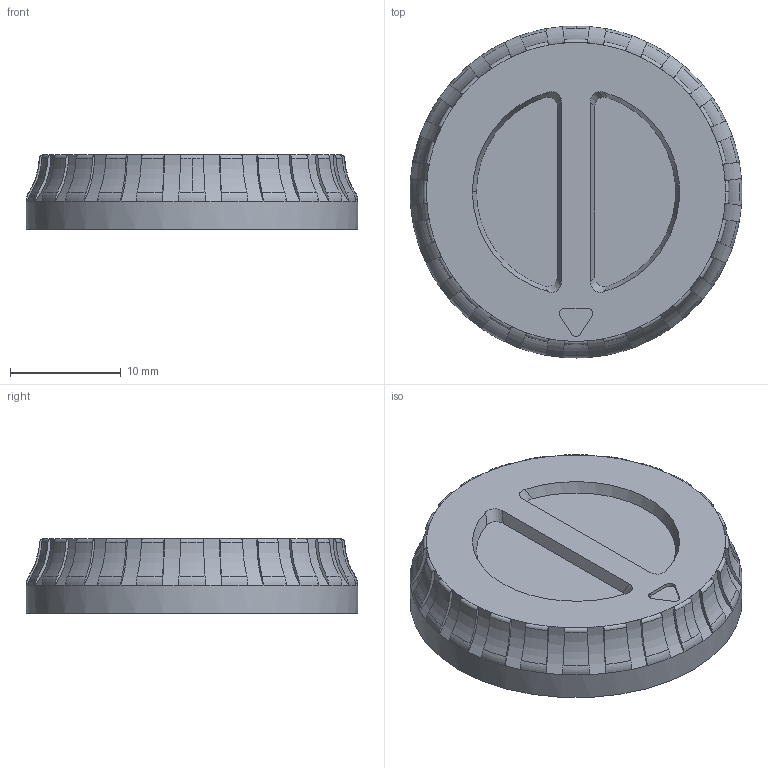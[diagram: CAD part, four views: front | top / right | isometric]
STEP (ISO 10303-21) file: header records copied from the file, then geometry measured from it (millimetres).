
FILE_DESCRIPTION(('HOOPS Exchange Step'),'2;1');
FILE_NAME('temp_export','2023-05-10T10:07:55+02:00',('mobile'),('Shapr3D Limited'),'HOOPS Exchange 2022.2','Shapr3D','Authorized');
FILE_SCHEMA( ('AUTOMOTIVE_DESIGN { 1 0 10303 214 1 1 1 1 }') );
Length unit declared in the file: millimetre
Products named in the file (3): EX-RV1K-10 TAPA BATERIA_sch_6; 0. ROVER-1K_v6_RCA.stp; root
Assembly tree (2 placements, depth 3):
  root
    0. ROVER-1K_v6_RCA.stp
      EX-RV1K-10 TAPA BATERIA_sch_6
Bounding box: 30 x 30 x 6.7 mm (x, y, z)
Volume: 2199.3 mm3; surface area: 2385.6 mm2
Topology: 1 solids, 1 shells, 186 faces, 538 edges, 360 vertices
Faces by surface type: torus 75, plane 63, cylinder 38, cone 6, bspline 4
Full cylindrical faces by diameter (mm): 12.9 x1, 27 x1, 29.1 x1, 30 x1
Entity records: 7543 total; most frequent: CARTESIAN_POINT 2959, ORIENTED_EDGE 1076, DIRECTION 823, EDGE_CURVE 538, AXIS2_PLACEMENT_3D 384, VERTEX_POINT 360, B_SPLINE_CURVE_WITH_KNOTS 284, CIRCLE 199
